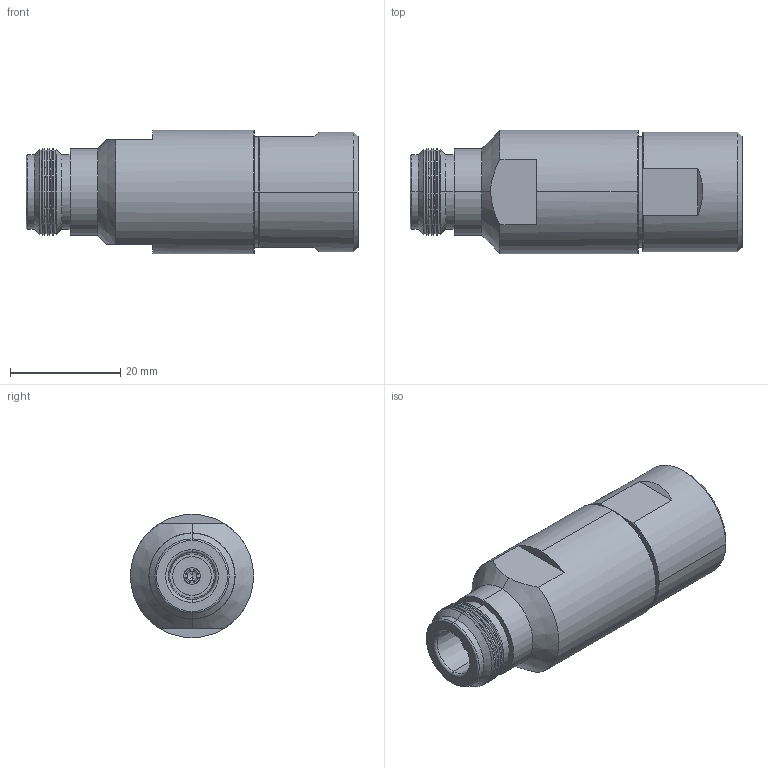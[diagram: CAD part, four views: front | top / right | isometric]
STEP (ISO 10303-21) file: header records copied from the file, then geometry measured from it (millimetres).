
FILE_DESCRIPTION (( 'STEP AP203' ), '1' );
FILE_NAME ('3190-6799(EZ-LP500-NFC-LP).STEP', '2020-12-17T04:55:56', ( '' ), ( '' ), 'SwSTEP 2.0', 'SolidWorks 2018', '' );
FILE_SCHEMA (( 'CONFIG_CONTROL_DESIGN' ));
Length unit declared in the file: inch
Products named in the file (1): 3190-6799(EZ-LP500-NFC-LP)
Bounding box: 60.36 x 22.4 x 22.4 mm (x, y, z)
Volume: 12733.6 mm3; surface area: 10968.6 mm2
Topology: 2 solids, 9 shells, 342 faces, 820 edges, 491 vertices
Faces by surface type: cone 133, cylinder 84, plane 81, torus 44
Entity records: 10458 total; most frequent: CARTESIAN_POINT 2232, DIRECTION 1851, ORIENTED_EDGE 1632, EDGE_CURVE 816, AXIS2_PLACEMENT_3D 762, VERTEX_POINT 491, CIRCLE 419, EDGE_LOOP 375
